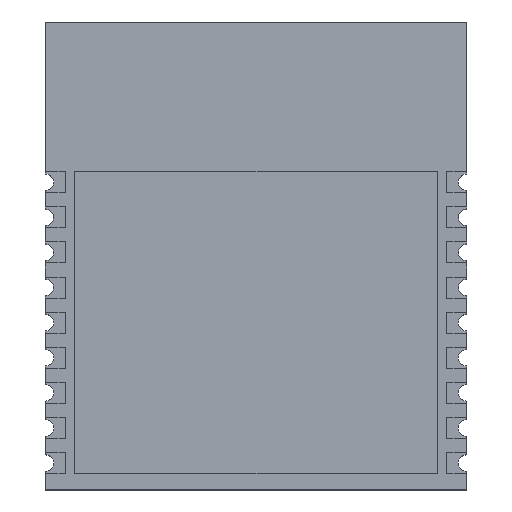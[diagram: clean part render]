
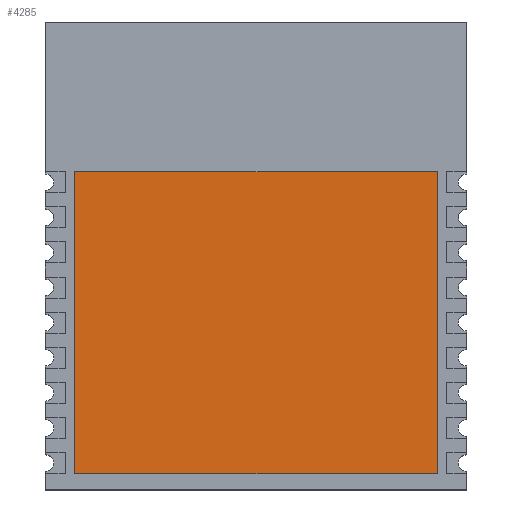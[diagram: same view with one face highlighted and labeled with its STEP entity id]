
A CAD part, top view. The second image highlights one B-rep face of the part: STEP entity #4285.
In plain terms, the highlighted planar face has unit normal (0, 0, 1).
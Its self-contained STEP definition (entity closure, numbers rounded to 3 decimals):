
#325=FACE_OUTER_BOUND($,#565,.T.);
#565=EDGE_LOOP($,(#3804,#3805,#3806,#3807));
#1102=LINE($,#6889,#1654);
#1105=LINE($,#6895,#1657);
#1108=LINE($,#6901,#1660);
#1111=LINE($,#6905,#1663);
#1654=VECTOR($,#5670,12.9);
#1657=VECTOR($,#5675,15.5);
#1660=VECTOR($,#5680,12.9);
#1663=VECTOR($,#5685,15.5);
#2054=VERTEX_POINT($,#6886);
#2055=VERTEX_POINT($,#6888);
#2057=VERTEX_POINT($,#6894);
#2059=VERTEX_POINT($,#6900);
#2634=EDGE_CURVE($,#2055,#2054,#1102,.T.);
#2637=EDGE_CURVE($,#2057,#2055,#1105,.T.);
#2640=EDGE_CURVE($,#2059,#2057,#1108,.T.);
#2643=EDGE_CURVE($,#2054,#2059,#1111,.T.);
#3804=ORIENTED_EDGE($,*,*,#2643,.T.);
#3805=ORIENTED_EDGE($,*,*,#2640,.T.);
#3806=ORIENTED_EDGE($,*,*,#2637,.T.);
#3807=ORIENTED_EDGE($,*,*,#2634,.T.);
#4046=PLANE($,#4603);
#4285=ADVANCED_FACE($,(#325),#4046,.T.);
#4603=AXIS2_PLACEMENT_3D($,#6907,#5688,#5689);
#5670=DIRECTION($,(0.,1.,0.));
#5675=DIRECTION($,(1.,0.,0.));
#5680=DIRECTION($,(0.,-1.,0.));
#5685=DIRECTION($,(-1.,0.,0.));
#5688=DIRECTION('center_axis',(0.,0.,1.));
#5689=DIRECTION('ref_axis',(1.,0.,0.));
#6886=CARTESIAN_POINT('',(7.75,6.45,3.));
#6888=CARTESIAN_POINT('',(7.75,-6.45,3.));
#6889=CARTESIAN_POINT($,(7.75,6.45,3.));
#6894=CARTESIAN_POINT('',(-7.75,-6.45,3.));
#6895=CARTESIAN_POINT($,(7.75,-6.45,3.));
#6900=CARTESIAN_POINT('',(-7.75,6.45,3.));
#6901=CARTESIAN_POINT($,(-7.75,-6.45,3.));
#6905=CARTESIAN_POINT($,(-7.75,6.45,3.));
#6907=CARTESIAN_POINT('Origin',(0.,0.,
3.));
